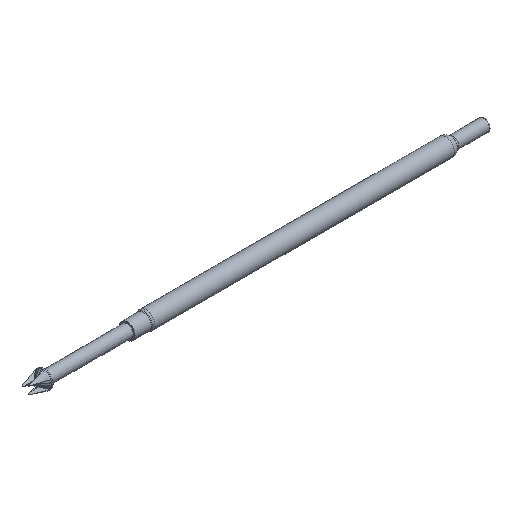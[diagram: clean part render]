
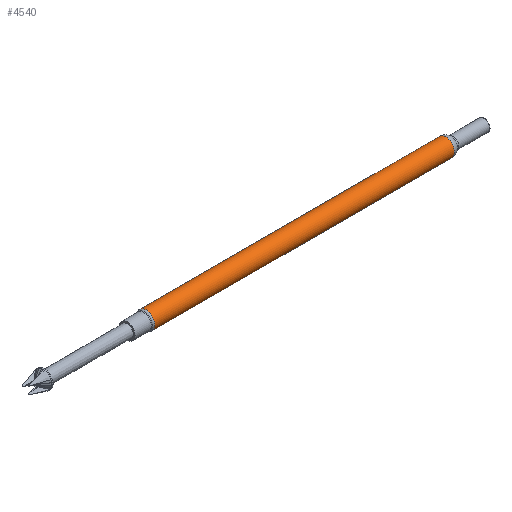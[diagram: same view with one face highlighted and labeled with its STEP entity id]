
A CAD part, isometric view. The second image highlights one B-rep face of the part: STEP entity #4540.
In plain terms, the highlighted cylindrical face has radius 0.683 mm (diameter 1.367 mm), a full revolution.
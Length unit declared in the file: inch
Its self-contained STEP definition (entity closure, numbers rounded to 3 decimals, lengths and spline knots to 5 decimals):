
#289 = FACE_OUTER_BOUND ( 'NONE', #5456, .T. ) ;
#466 = EDGE_LOOP ( 'NONE', ( #2796 ) ) ;
#595 = DIRECTION ( 'NONE',  ( -1., 0., 0. ) ) ;
#1134 = EDGE_CURVE ( 'NONE', #7796, #7796, #2277, .T. ) ;
#2173 = EDGE_CURVE ( 'NONE', #8418, #8418, #8226, .T. ) ;
#2277 = CIRCLE ( 'NONE', #3093, 0.0269 ) ;
#2482 = CARTESIAN_POINT ( 'NONE',  ( 0.05807, 0., -0.0269 ) ) ;
#2796 = ORIENTED_EDGE ( 'NONE', *, *, #1134, .T. ) ;
#3084 = ORIENTED_EDGE ( 'NONE', *, *, #2173, .T. ) ;
#3093 = AXIS2_PLACEMENT_3D ( 'NONE', #8546, #595, #6598 ) ;
#3310 = DIRECTION ( 'NONE',  ( 1., 0., 0. ) ) ;
#4331 = CYLINDRICAL_SURFACE ( 'NONE', #7379, 0.0269 ) ;
#4477 = AXIS2_PLACEMENT_3D ( 'NONE', #6697, #3310, #7343 ) ;
#4540 = ADVANCED_FACE ( 'NONE', ( #6115, #289 ), #4331, .T. ) ;
#5120 = DIRECTION ( 'NONE',  ( -1., 0., 0. ) ) ;
#5456 = EDGE_LOOP ( 'NONE', ( #3084 ) ) ;
#6115 = FACE_OUTER_BOUND ( 'NONE', #466, .T. ) ;
#6415 = DIRECTION ( 'NONE',  ( 0., 0., 1. ) ) ;
#6598 = DIRECTION ( 'NONE',  ( 0., 0., 1. ) ) ;
#6697 = CARTESIAN_POINT ( 'NONE',  ( 0.05807, 0., 0. ) ) ;
#7066 = CARTESIAN_POINT ( 'NONE',  ( 0., 0., 0. ) ) ;
#7067 = CARTESIAN_POINT ( 'NONE',  ( 0.98, 0., 0.0269 ) ) ;
#7343 = DIRECTION ( 'NONE',  ( 0., 0., -1. ) ) ;
#7379 = AXIS2_PLACEMENT_3D ( 'NONE', #7066, #5120, #6415 ) ;
#7796 = VERTEX_POINT ( 'NONE', #7067 ) ;
#8226 = CIRCLE ( 'NONE', #4477, 0.0269 ) ;
#8418 = VERTEX_POINT ( 'NONE', #2482 ) ;
#8546 = CARTESIAN_POINT ( 'NONE',  ( 0.98, 0., 0. ) ) ;
